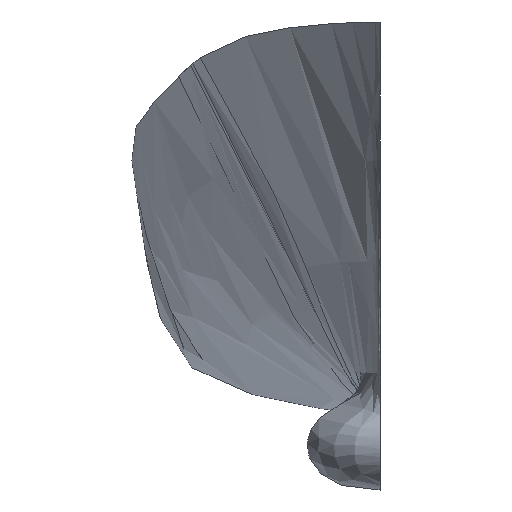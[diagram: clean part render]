
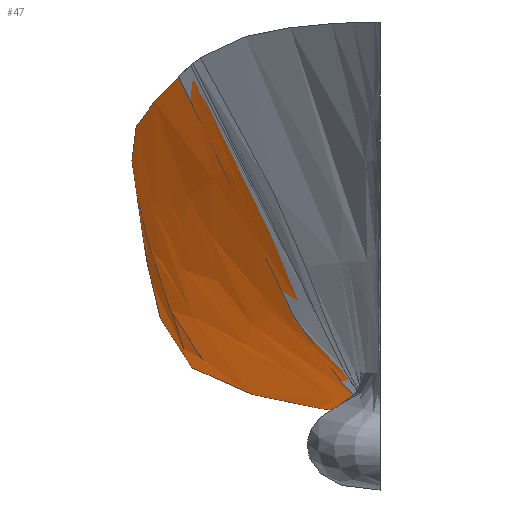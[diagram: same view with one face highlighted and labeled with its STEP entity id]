
A CAD part, left-side view. The second image highlights one B-rep face of the part: STEP entity #47.
In plain terms, the highlighted free-form (B-spline) face has degree [3, 3] with [11, 10] control points.
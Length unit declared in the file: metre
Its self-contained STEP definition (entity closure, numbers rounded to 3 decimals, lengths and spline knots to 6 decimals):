
#47=ADVANCED_FACE('',(#53),#145,.T.);
#53=FACE_OUTER_BOUND('',#59,.T.);
#59=EDGE_LOOP('',(#67,#68,#69,#70));
#67=ORIENTED_EDGE('',*,*,#95,.T.);
#68=ORIENTED_EDGE('',*,*,#96,.T.);
#69=ORIENTED_EDGE('',*,*,#93,.T.);
#70=ORIENTED_EDGE('',*,*,#90,.T.);
#90=EDGE_CURVE('',#130,#134,#110,.T.);
#93=EDGE_CURVE('',#133,#130,#113,.T.);
#95=EDGE_CURVE('',#134,#135,#115,.T.);
#96=EDGE_CURVE('',#135,#133,#116,.T.);
#110=B_SPLINE_CURVE_WITH_KNOTS('',3,(#443,#444,#445,#446,#447,#448,#449,
#450,#451,#452,#453),.UNSPECIFIED.,.F.,.F.,(4,1,1,1,1,1,1,1,4),(0.,1.,2.,
3.,4.,5.,6.,7.,7.5),.UNSPECIFIED.);
#113=B_SPLINE_CURVE_WITH_KNOTS('',3,(#470,#471,#472,#473,#474,#475,#476,
#477,#478,#479),.UNSPECIFIED.,.F.,.F.,(4,1,1,1,1,1,1,4),(-6.,-5.,-4.,-3.,
-2.,-1.,-0.375,0.),.UNSPECIFIED.);
#115=B_SPLINE_CURVE_WITH_KNOTS('',3,(#486,#487,#488,#489,#490,#491,#492,
#493,#494,#495),.UNSPECIFIED.,.F.,.F.,(4,1,1,1,1,1,1,4),(0.,0.375,1.,2.,
3.,4.,5.,6.),.UNSPECIFIED.);
#116=B_SPLINE_CURVE_WITH_KNOTS('',3,(#496,#497,#498,#499,#500,#501,#502,
#503,#504,#505,#506),.UNSPECIFIED.,.F.,.F.,(4,1,1,1,1,1,1,1,4),(-7.5,-7.,
-6.,-5.,-4.,-3.,-2.,-1.,0.),.UNSPECIFIED.);
#130=VERTEX_POINT('',#437);
#133=VERTEX_POINT('',#440);
#134=VERTEX_POINT('',#441);
#135=VERTEX_POINT('',#442);
#145=B_SPLINE_SURFACE_WITH_KNOTS('',3,3,((#267,#268,#269,#270,#271,#272,
#273,#274,#275,#276),(#277,#278,#279,#280,#281,#282,#283,#284,#285,#286),
(#287,#288,#289,#290,#291,#292,#293,#294,#295,#296),(#297,#298,#299,#300,
#301,#302,#303,#304,#305,#306),(#307,#308,#309,#310,#311,#312,#313,#314,
#315,#316),(#317,#318,#319,#320,#321,#322,#323,#324,#325,#326),(#327,#328,
#329,#330,#331,#332,#333,#334,#335,#336),(#337,#338,#339,#340,#341,#342,
#343,#344,#345,#346),(#347,#348,#349,#350,#351,#352,#353,#354,#355,#356),
(#357,#358,#359,#360,#361,#362,#363,#364,#365,#366),(#367,#368,#369,#370,
#371,#372,#373,#374,#375,#376)),.UNSPECIFIED.,.F.,.F.,.F.,(4,1,1,1,1,1,
1,1,4),(4,1,1,1,1,1,1,4),(0.,1.,2.,3.,4.,5.,6.,7.,7.5),(0.,0.375,1.,2.,
3.,4.,5.,6.),.UNSPECIFIED.);
#267=CARTESIAN_POINT('',(0.654314,0.,0.));
#268=CARTESIAN_POINT('',(0.654314,0.001511,0.));
#269=CARTESIAN_POINT('',(0.654311,0.011506,0.00884));
#270=CARTESIAN_POINT('',(0.654307,0.048406,0.054448));
#271=CARTESIAN_POINT('',(0.654303,0.079784,0.105571));
#272=CARTESIAN_POINT('',(0.65429,0.120883,0.184949));
#273=CARTESIAN_POINT('',(0.65428,0.161175,0.273595));
#274=CARTESIAN_POINT('',(0.654267,0.203481,0.364657));
#275=CARTESIAN_POINT('',(0.654258,0.245387,0.454917));
#276=CARTESIAN_POINT('',(0.654242,0.313098,0.579856));
#277=CARTESIAN_POINT('',(0.861383,0.,0.000026));
#278=CARTESIAN_POINT('',(0.861383,0.001511,0.000026));
#279=CARTESIAN_POINT('',(0.861378,0.015311,0.007282));
#280=CARTESIAN_POINT('',(0.861377,0.06608,0.049187));
#281=CARTESIAN_POINT('',(0.861371,0.104358,0.098749));
#282=CARTESIAN_POINT('',(0.86136,0.161175,0.173692));
#283=CARTESIAN_POINT('',(0.861348,0.208316,0.254283));
#284=CARTESIAN_POINT('',(0.86134,0.242973,0.338495));
#285=CARTESIAN_POINT('',(0.861326,0.281251,0.4219));
#286=CARTESIAN_POINT('',(0.861312,0.337679,0.555703));
#287=CARTESIAN_POINT('',(1.146725,0.,0.));
#288=CARTESIAN_POINT('',(1.146725,0.001511,0.));
#289=CARTESIAN_POINT('',(1.146726,0.015815,0.007162));
#290=CARTESIAN_POINT('',(1.14672,0.074949,0.044187));
#291=CARTESIAN_POINT('',(1.146714,0.131359,0.087901));
#292=CARTESIAN_POINT('',(1.14671,0.20026,0.158015));
#293=CARTESIAN_POINT('',(1.146699,0.258284,0.232157));
#294=CARTESIAN_POINT('',(1.146691,0.295756,0.310327));
#295=CARTESIAN_POINT('',(1.146678,0.322751,0.390105));
#296=CARTESIAN_POINT('',(1.146663,0.36627,0.528719));
#297=CARTESIAN_POINT('',(1.710069,0.,0.));
#298=CARTESIAN_POINT('',(1.710069,0.001511,0.));
#299=CARTESIAN_POINT('',(1.71006,0.020123,0.004136));
#300=CARTESIAN_POINT('',(1.710058,0.100531,0.026628));
#301=CARTESIAN_POINT('',(1.710051,0.175279,0.062589));
#302=CARTESIAN_POINT('',(1.710043,0.251029,0.127862));
#303=CARTESIAN_POINT('',(1.710037,0.318723,0.195556));
#304=CARTESIAN_POINT('',(1.71003,0.354987,0.274939));
#305=CARTESIAN_POINT('',(1.710016,0.37594,0.347062));
#306=CARTESIAN_POINT('',(1.710001,0.396086,0.491741));
#307=CARTESIAN_POINT('',(2.293143,0.,0.));
#308=CARTESIAN_POINT('',(2.293143,0.001511,0.));
#309=CARTESIAN_POINT('',(2.293141,0.022538,0.001493));
#310=CARTESIAN_POINT('',(2.293138,0.116752,0.010281));
#311=CARTESIAN_POINT('',(2.293136,0.214765,0.032842));
#312=CARTESIAN_POINT('',(2.293127,0.29777,0.091272));
#313=CARTESIAN_POINT('',(2.293118,0.359822,0.169036));
#314=CARTESIAN_POINT('',(2.293106,0.381181,0.255268));
#315=CARTESIAN_POINT('',(2.293097,0.394478,0.326183));
#316=CARTESIAN_POINT('',(2.293082,0.410596,0.464815));
#317=CARTESIAN_POINT('',(2.855676,0.,0.));
#318=CARTESIAN_POINT('',(2.855676,0.001511,0.));
#319=CARTESIAN_POINT('',(2.855671,0.023144,0.000728));
#320=CARTESIAN_POINT('',(2.85567,0.12098,0.005563));
#321=CARTESIAN_POINT('',(2.855666,0.226048,0.025663));
#322=CARTESIAN_POINT('',(2.85566,0.320737,0.069583));
#323=CARTESIAN_POINT('',(2.855652,0.370298,0.159437));
#324=CARTESIAN_POINT('',(2.855636,0.386822,0.247677));
#325=CARTESIAN_POINT('',(2.855629,0.395685,0.321013));
#326=CARTESIAN_POINT('',(2.855614,0.415431,0.441112));
#327=CARTESIAN_POINT('',(3.43271,0.,0.));
#328=CARTESIAN_POINT('',(3.43271,0.001511,0.));
#329=CARTESIAN_POINT('',(3.432701,0.023219,0.000877));
#330=CARTESIAN_POINT('',(3.432706,0.121232,0.006593));
#331=CARTESIAN_POINT('',(3.4327,0.225241,0.030567));
#332=CARTESIAN_POINT('',(3.432694,0.318723,0.074086));
#333=CARTESIAN_POINT('',(3.432681,0.367077,0.165147));
#334=CARTESIAN_POINT('',(3.432672,0.385609,0.248559));
#335=CARTESIAN_POINT('',(3.432664,0.392058,0.320687));
#336=CARTESIAN_POINT('',(3.432653,0.409789,0.421034));
#337=CARTESIAN_POINT('',(4.002488,0.,0.));
#338=CARTESIAN_POINT('',(4.002475,0.004028,0.));
#339=CARTESIAN_POINT('',(4.002483,0.022692,0.003515));
#340=CARTESIAN_POINT('',(4.002483,0.117507,0.022128));
#341=CARTESIAN_POINT('',(4.002477,0.215171,0.058444));
#342=CARTESIAN_POINT('',(4.002473,0.29777,0.11042));
#343=CARTESIAN_POINT('',(4.002462,0.348138,0.185369));
#344=CARTESIAN_POINT('',(4.002452,0.374732,0.254676));
#345=CARTESIAN_POINT('',(4.002445,0.384402,0.321963));
#346=CARTESIAN_POINT('',(4.002434,0.404571,0.408613));
#347=CARTESIAN_POINT('',(4.359432,0.,0.));
#348=CARTESIAN_POINT('',(4.359456,0.004028,0.));
#349=CARTESIAN_POINT('',(4.359437,0.021811,0.008284));
#350=CARTESIAN_POINT('',(4.359434,0.111842,0.048743));
#351=CARTESIAN_POINT('',(4.359425,0.202743,0.094751));
#352=CARTESIAN_POINT('',(4.359418,0.277961,0.142367));
#353=CARTESIAN_POINT('',(4.359415,0.332357,0.201192));
#354=CARTESIAN_POINT('',(4.359407,0.363318,0.260761));
#355=CARTESIAN_POINT('',(4.359397,0.376008,0.324026));
#356=CARTESIAN_POINT('',(4.359386,0.392126,0.405286));
#357=CARTESIAN_POINT('',(4.630587,0.,0.));
#358=CARTESIAN_POINT('',(4.630587,0.008462,0.));
#359=CARTESIAN_POINT('',(4.630585,0.02176,0.009362));
#360=CARTESIAN_POINT('',(4.630567,0.10659,0.083395));
#361=CARTESIAN_POINT('',(4.630564,0.192118,0.123195));
#362=CARTESIAN_POINT('',(4.63056,0.262295,0.162143));
#363=CARTESIAN_POINT('',(4.630549,0.319112,0.212208));
#364=CARTESIAN_POINT('',(4.630543,0.349214,0.268504));
#365=CARTESIAN_POINT('',(4.630535,0.361904,0.327833));
#366=CARTESIAN_POINT('',(4.630529,0.378326,0.408137));
#367=CARTESIAN_POINT('',(4.719961,0.,0.));
#368=CARTESIAN_POINT('',(4.719961,0.,0.));
#369=CARTESIAN_POINT('',(4.719958,0.020552,0.034758));
#370=CARTESIAN_POINT('',(4.719963,0.104828,0.095574));
#371=CARTESIAN_POINT('',(4.719957,0.188542,0.132743));
#372=CARTESIAN_POINT('',(4.719956,0.257094,0.168618));
#373=CARTESIAN_POINT('',(4.719948,0.314368,0.215936));
#374=CARTESIAN_POINT('',(4.719942,0.343972,0.271323));
#375=CARTESIAN_POINT('',(4.719933,0.3566,0.329284));
#376=CARTESIAN_POINT('',(4.719926,0.373348,0.409485));
#437=CARTESIAN_POINT('',(0.654314,0.,0.));
#440=CARTESIAN_POINT('',(0.654242,0.313098,0.579856));
#441=CARTESIAN_POINT('',(4.719961,0.,0.));
#442=CARTESIAN_POINT('',(4.719926,0.373348,0.409485));
#443=CARTESIAN_POINT('',(0.654314,0.,0.));
#444=CARTESIAN_POINT('',(0.861383,0.,0.000026));
#445=CARTESIAN_POINT('',(1.146725,0.,0.));
#446=CARTESIAN_POINT('',(1.710069,0.,0.));
#447=CARTESIAN_POINT('',(2.293143,0.,0.));
#448=CARTESIAN_POINT('',(2.855676,0.,0.));
#449=CARTESIAN_POINT('',(3.43271,0.,0.));
#450=CARTESIAN_POINT('',(4.002488,0.,0.));
#451=CARTESIAN_POINT('',(4.359432,0.,0.));
#452=CARTESIAN_POINT('',(4.630587,0.,0.));
#453=CARTESIAN_POINT('',(4.719961,0.,0.));
#470=CARTESIAN_POINT('',(0.654242,0.313098,0.579856));
#471=CARTESIAN_POINT('',(0.654258,0.245387,0.454917));
#472=CARTESIAN_POINT('',(0.654267,0.203481,0.364657));
#473=CARTESIAN_POINT('',(0.65428,0.161175,0.273595));
#474=CARTESIAN_POINT('',(0.65429,0.120883,0.184949));
#475=CARTESIAN_POINT('',(0.654303,0.079784,0.105571));
#476=CARTESIAN_POINT('',(0.654307,0.048406,0.054448));
#477=CARTESIAN_POINT('',(0.654311,0.011506,0.00884));
#478=CARTESIAN_POINT('',(0.654314,0.001511,0.));
#479=CARTESIAN_POINT('',(0.654314,0.,0.));
#486=CARTESIAN_POINT('',(4.719961,0.,0.));
#487=CARTESIAN_POINT('',(4.719961,0.,0.));
#488=CARTESIAN_POINT('',(4.719958,0.020552,0.034758));
#489=CARTESIAN_POINT('',(4.719963,0.104828,0.095574));
#490=CARTESIAN_POINT('',(4.719957,0.188542,0.132743));
#491=CARTESIAN_POINT('',(4.719956,0.257094,0.168618));
#492=CARTESIAN_POINT('',(4.719948,0.314368,0.215936));
#493=CARTESIAN_POINT('',(4.719942,0.343972,0.271323));
#494=CARTESIAN_POINT('',(4.719933,0.3566,0.329284));
#495=CARTESIAN_POINT('',(4.719926,0.373348,0.409485));
#496=CARTESIAN_POINT('',(4.719926,0.373348,0.409485));
#497=CARTESIAN_POINT('',(4.630529,0.378326,0.408137));
#498=CARTESIAN_POINT('',(4.359386,0.392126,0.405286));
#499=CARTESIAN_POINT('',(4.002434,0.404571,0.408613));
#500=CARTESIAN_POINT('',(3.432653,0.409789,0.421034));
#501=CARTESIAN_POINT('',(2.855614,0.415431,0.441112));
#502=CARTESIAN_POINT('',(2.293082,0.410596,0.464815));
#503=CARTESIAN_POINT('',(1.710001,0.396086,0.491741));
#504=CARTESIAN_POINT('',(1.146663,0.36627,0.528719));
#505=CARTESIAN_POINT('',(0.861312,0.337679,0.555703));
#506=CARTESIAN_POINT('',(0.654242,0.313098,0.579856));
